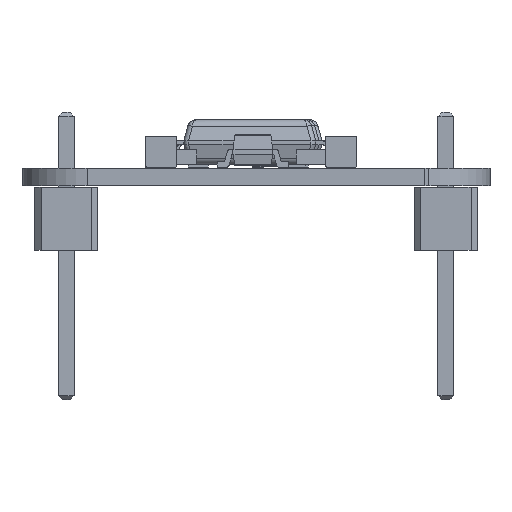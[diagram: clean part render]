
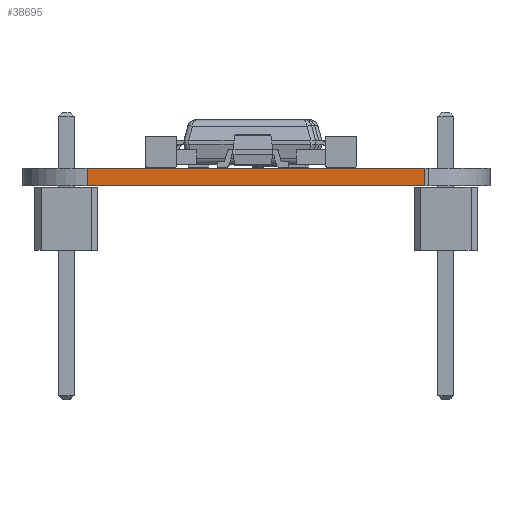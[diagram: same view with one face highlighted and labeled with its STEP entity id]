
A CAD part, front view. The second image highlights one B-rep face of the part: STEP entity #38695.
In plain terms, the highlighted planar face has unit normal (0, -1, 0).
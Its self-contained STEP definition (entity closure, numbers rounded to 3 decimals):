
#37065 = VERTEX_POINT('',#37066);
#37066 = CARTESIAN_POINT('',(0.836,-81.354,0.));
#37073 = EDGE_CURVE('',#37074,#37065,#37076,.T.);
#37074 = VERTEX_POINT('',#37075);
#37075 = CARTESIAN_POINT('',(14.404,-81.354,0.));
#37076 = LINE('',#37077,#37078);
#37077 = CARTESIAN_POINT('',(14.404,-81.354,0.));
#37078 = VECTOR('',#37079,1.);
#37079 = DIRECTION('',(-1.,0.,0.));
#37870 = VERTEX_POINT('',#37871);
#37871 = CARTESIAN_POINT('',(0.836,-81.354,0.7));
#37878 = EDGE_CURVE('',#37879,#37870,#37881,.T.);
#37879 = VERTEX_POINT('',#37880);
#37880 = CARTESIAN_POINT('',(14.404,-81.354,0.7));
#37881 = LINE('',#37882,#37883);
#37882 = CARTESIAN_POINT('',(14.404,-81.354,0.7));
#37883 = VECTOR('',#37884,1.);
#37884 = DIRECTION('',(-1.,0.,0.));
#38667 = EDGE_CURVE('',#37074,#37879,#38668,.T.);
#38668 = LINE('',#38669,#38670);
#38669 = CARTESIAN_POINT('',(14.404,-81.354,0.));
#38670 = VECTOR('',#38671,1.);
#38671 = DIRECTION('',(0.,0.,1.));
#38695 = ADVANCED_FACE('',(#38696),#38707,.T.);
#38696 = FACE_BOUND('',#38697,.T.);
#38697 = EDGE_LOOP('',(#38698,#38699,#38700,#38706));
#38698 = ORIENTED_EDGE('',*,*,#38667,.T.);
#38699 = ORIENTED_EDGE('',*,*,#37878,.T.);
#38700 = ORIENTED_EDGE('',*,*,#38701,.F.);
#38701 = EDGE_CURVE('',#37065,#37870,#38702,.T.);
#38702 = LINE('',#38703,#38704);
#38703 = CARTESIAN_POINT('',(0.836,-81.354,0.));
#38704 = VECTOR('',#38705,1.);
#38705 = DIRECTION('',(0.,0.,1.));
#38706 = ORIENTED_EDGE('',*,*,#37073,.F.);
#38707 = PLANE('',#38708);
#38708 = AXIS2_PLACEMENT_3D('',#38709,#38710,#38711);
#38709 = CARTESIAN_POINT('',(14.404,-81.354,0.));
#38710 = DIRECTION('',(0.,-1.,0.));
#38711 = DIRECTION('',(-1.,0.,0.));
